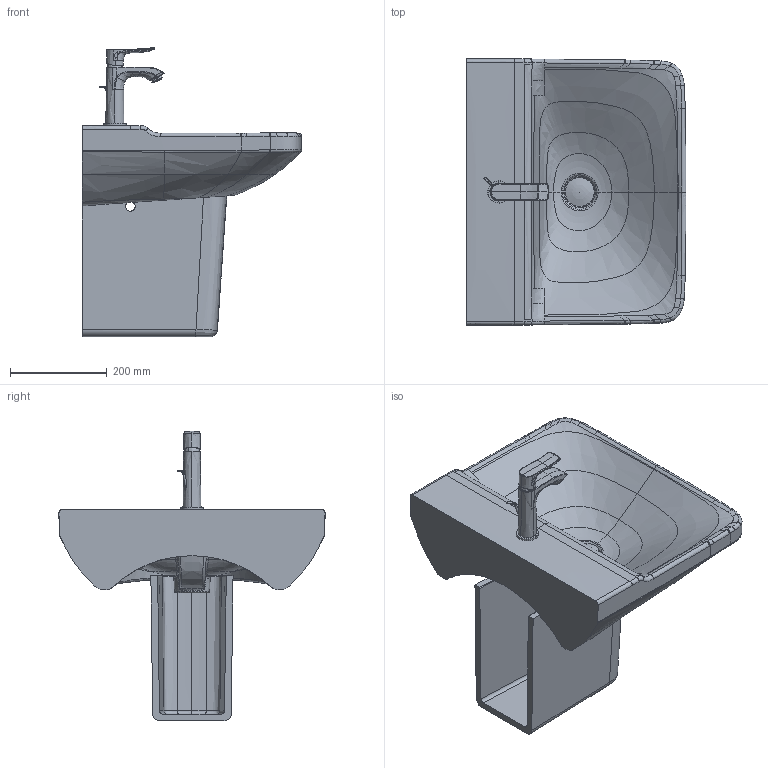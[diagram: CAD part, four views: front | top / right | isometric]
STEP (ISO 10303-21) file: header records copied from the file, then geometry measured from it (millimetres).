
FILE_DESCRIPTION((''),'2;1');
FILE_NAME('233155_085837.stp','2015-10-02T11:09:34',('Administrator'),(''),'Autodesk Inventor 2011','Autodesk Inventor 2011','');
FILE_SCHEMA(('CONFIG_CONTROL_DESIGN'));
Length unit declared in the file: millimetre
Products named in the file (15): 233155_085837; 233155; 085837; WT-Armatur HANSGROHE METRIS; Gehäuse; Rosette Citerio; Griff_HWB_Metris; Griffstopfen; Zugstange Griff; Rosette Talis; Neoperl Strahler; Strahlreglerhuelse; Strahler; Kelch; Stopfen
Assembly tree (14 placements, depth 4):
  233155_085837
    233155
    085837
    WT-Armatur HANSGROHE METRIS
      Gehäuse
      Rosette Citerio
      Griff_HWB_Metris
      Griffstopfen
      Zugstange Griff
      Rosette Talis
      Neoperl Strahler
        Strahlreglerhuelse
        Strahler
    Kelch
    Stopfen
Bounding box: 455.07 x 550.73 x 599.27 mm (x, y, z)
Volume: 17461807.2 mm3; surface area: 1374926.5 mm2
Topology: 12 solids, 12 shells, 1451 faces, 4043 edges, 2615 vertices
Faces by surface type: bspline 510, plane 506, cylinder 333, torus 47, cone 47, sphere 8
Full cylindrical faces by diameter (mm): 4 x1, 5 x1, 5.2 x1, 5.325 x1, 5.4 x1, 8.875 x1, 12.35 x1, 15.75 x1, 16 x1, 17.5 x1, 17.7 x1, 19.97 x1, 20 x2, 20.1 x1, 20.88 x1, 21 x1, 22.5 x2, 24 x2, 25 x2, 31.3 x1, 35 x1, 42 x1, 44 x1, 46 x1, 46.21 x1, 60 x1
Entity records: 149008 total; most frequent: CARTESIAN_POINT 113804, ORIENTED_EDGE 7914, DIRECTION 5616, EDGE_CURVE 3957, VERTEX_POINT 2591, AXIS2_PLACEMENT_3D 2219, EDGE_LOOP 1539, B_SPLINE_CURVE_WITH_KNOTS 1472
